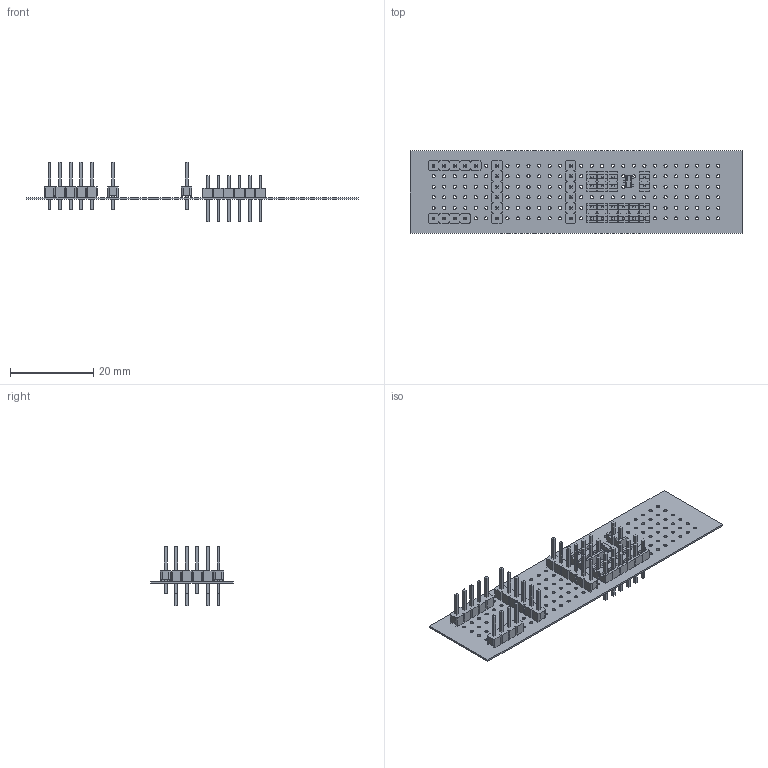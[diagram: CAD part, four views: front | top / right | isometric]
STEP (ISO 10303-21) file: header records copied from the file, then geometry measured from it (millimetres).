
FILE_DESCRIPTION(('Open CASCADE Model'),'2;1');
FILE_NAME('Open CASCADE Shape Model','2021-03-18T01:24:41',('Author'),( 'Open CASCADE'),'Open CASCADE STEP processor 6.8','Open CASCADE 6.8' ,'Unknown');
FILE_SCHEMA(('AUTOMOTIVE_DESIGN { 1 0 10303 214 1 1 1 1 }'));
Length unit declared in the file: millimetre
Products named in the file (32): PCB; Board; Open CASCADE STEP translator 6.8 7.1.1; Q1; Trans_Diodes_Inc_DMG2305UX-13_eec; body; pins; part_number_&_logo; P14; 61300411121; 6130xx11121_PIN; P13; c-5-146280-2-d-3d; P12; P11; P10; P9; P8; P7; 61300611121; P6; P5; 61300511121; P4; P3; P2; P1
Assembly tree (53 placements, depth 4):
  PCB
    Board
      Open CASCADE STEP translator 6.8 7.1.1
    Q1
      Trans_Diodes_Inc_DMG2305UX-13_eec
        body
        pins
        part_number_&_logo
    P14
      61300411121
        6130xx11121_PIN  x4
        61300411121
    P13
      c-5-146280-2-d-3d
    P12
      c-5-146280-2-d-3d
    P11
      c-5-146280-2-d-3d
    P10
      c-5-146280-2-d-3d
    P9
      c-5-146280-2-d-3d
    P8
      c-5-146280-2-d-3d
    P7
      61300611121
        6130xx11121_PIN  x6
        61300611121
    P6
      61300611121
        6130xx11121_PIN  x6
        61300611121
    P5
      61300511121
        6130xx11121_PIN  x5
        61300511121
    P4
      c-5-146280-2-d-3d
    P3
      c-5-146280-2-d-3d
    P2
      c-5-146280-2-d-3d
    P1
      c-5-146280-2-d-3d
Bounding box: 79.98 x 19.99 x 14.41 mm (x, y, z)
Volume: 1277.7 mm3; surface area: 5741.1 mm2
Topology: 49 solids, 49 shells, 1412 faces, 3622 edges, 2348 vertices
Faces by surface type: plane 1180, cylinder 191, bspline 33, sphere 8
Full cylindrical faces by diameter (mm): 0.762 x122, 0.89 x20, 1.1 x21
Entity records: 25913 total; most frequent: CARTESIAN_POINT 4405, ORIENTED_EDGE 3884, DIRECTION 3720, EDGE_CURVE 1942, LINE 1498, VECTOR 1498, VERTEX_POINT 1276, AXIS2_PLACEMENT_3D 1111
